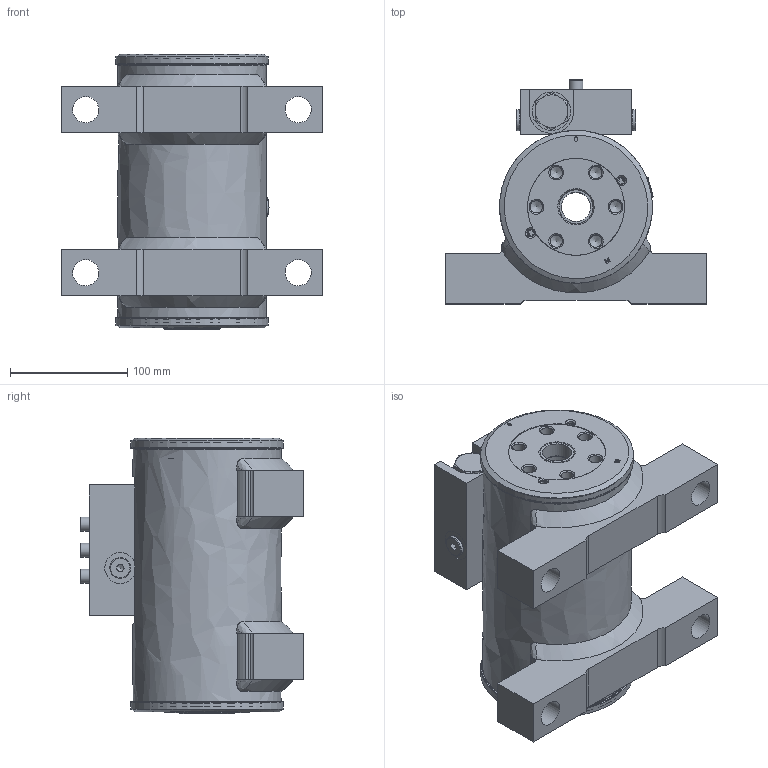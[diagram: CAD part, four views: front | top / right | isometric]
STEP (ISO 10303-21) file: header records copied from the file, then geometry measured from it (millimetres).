
FILE_DESCRIPTION(('FreeCAD Model'),'2;1');
FILE_NAME('Open CASCADE Shape Model','2025-05-05T18:18:11',('FreeCAD'),( 'FreeCAD'),'Open CASCADE STEP processor 7.6','FreeCAD','Unknown');
FILE_SCHEMA(('AUTOMOTIVE_DESIGN { 1 0 10303 214 1 1 1 1 }'));
Products named in the file (1): Open CASCADE STEP translator 7.6 1
Bounding box: 222.35 x 190.9 x 235.05 mm (x, y, z)
Volume: 2208617.4 mm3; surface area: 501147.8 mm2
Topology: 33 solids, 33 shells, 1474 faces, 4095 edges, 2778 vertices
Faces by surface type: bspline 1474
Entity records: 54454 total; most frequent: CARTESIAN_POINT 30472, ORIENTED_EDGE 8154, EDGE_CURVE 4077, B_SPLINE_CURVE_WITH_KNOTS 3048, VERTEX_POINT 2778, FACE_BOUND 1667, EDGE_LOOP 1667, ADVANCED_FACE 1474
